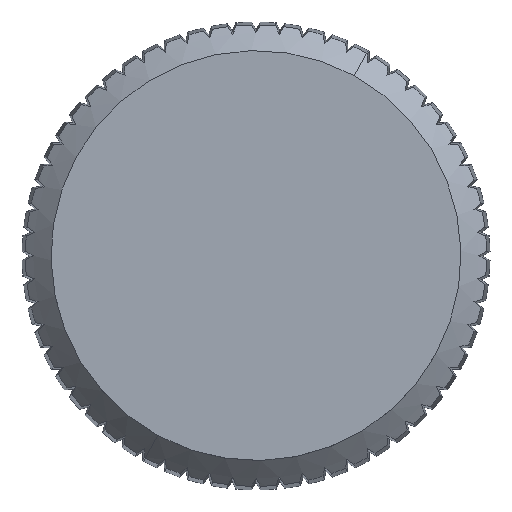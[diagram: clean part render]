
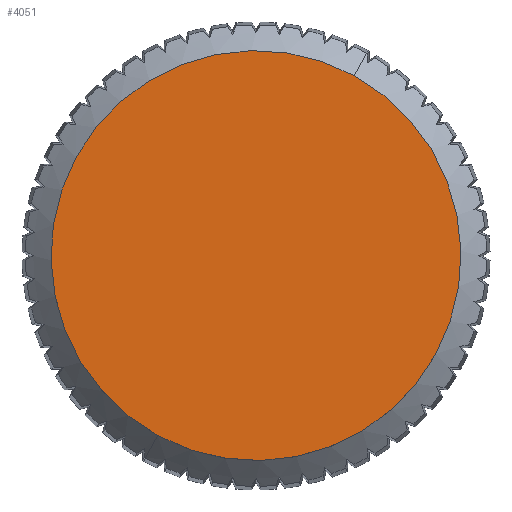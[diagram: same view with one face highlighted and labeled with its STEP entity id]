
A CAD part, top view. The second image highlights one B-rep face of the part: STEP entity #4051.
In plain terms, the highlighted planar face has unit normal (0, 0, -1).
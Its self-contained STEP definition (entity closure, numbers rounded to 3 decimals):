
#3959=CARTESIAN_POINT('Vertex',(-3.835,-7.021,15.2)) ;
#3962=CARTESIAN_POINT('Axis2P3D Location',(0.,0.,15.2)) ;
#3966=CARTESIAN_POINT('Vertex',(3.835,7.021,15.2)) ;
#4015=CARTESIAN_POINT('Axis2P3D Location',(0.,0.,15.2)) ;
#4042=CARTESIAN_POINT('Axis2P3D Location',(0.,7.,15.2)) ;
#3963=DIRECTION('Axis2P3D Direction',(0.,0.,-1.)) ;
#4016=DIRECTION('Axis2P3D Direction',(0.,-0.,-1.)) ;
#4043=DIRECTION('Axis2P3D Direction',(0.,0.,-1.)) ;
#4044=DIRECTION('Axis2P3D XDirection',(1.,0.,0.)) ;
#3964=AXIS2_PLACEMENT_3D('Circle Axis2P3D',#3962,#3963,$) ;
#4017=AXIS2_PLACEMENT_3D('Circle Axis2P3D',#4015,#4016,$) ;
#4045=AXIS2_PLACEMENT_3D('Plane Axis2P3D',#4042,#4043,#4044) ;
#4048=ORIENTED_EDGE('',*,*,#4019,.F.) ;
#4049=ORIENTED_EDGE('',*,*,#3968,.F.) ;
#4051=ADVANCED_FACE('Sheet.4',(#4050),#4046,.T.) ;
#3965=CIRCLE('generated circle',#3964,8.) ;
#4018=CIRCLE('generated circle',#4017,8.) ;
#3968=EDGE_CURVE('',#3960,#3967,#3965,.F.) ;
#4019=EDGE_CURVE('',#3967,#3960,#4018,.F.) ;
#4047=EDGE_LOOP('',(#4048,#4049)) ;
#4050=FACE_OUTER_BOUND('',#4047,.T.) ;
#4046=PLANE('',#4045) ;
#3960=VERTEX_POINT('',#3959) ;
#3967=VERTEX_POINT('',#3966) ;
